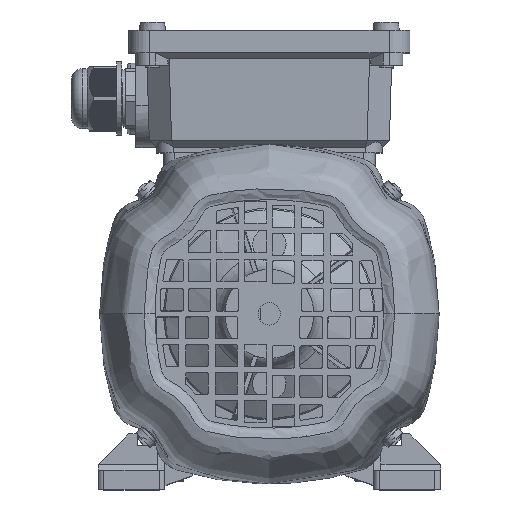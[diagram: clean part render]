
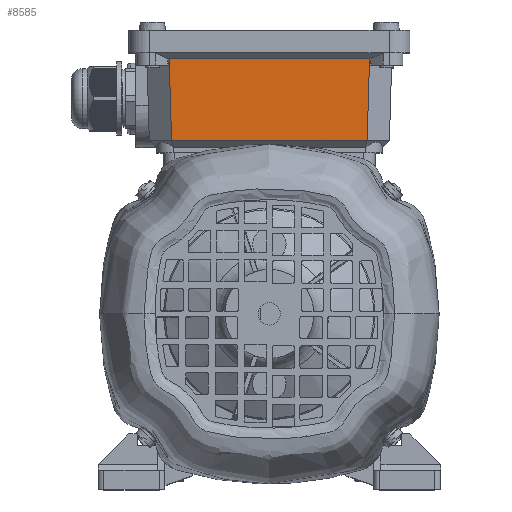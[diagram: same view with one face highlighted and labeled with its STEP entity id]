
A CAD part, top view. The second image highlights one B-rep face of the part: STEP entity #8585.
In plain terms, the highlighted planar face has unit normal (0, -0.029, 1).
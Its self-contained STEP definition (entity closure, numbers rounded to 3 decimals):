
#8585=ADVANCED_FACE('',(#13407),#11075,.F.);
#11075=PLANE('',#61449);
#13407=FACE_OUTER_BOUND('',#16832,.T.);
#16832=EDGE_LOOP('',(#26765,#26766,#26767,#26768));
#26765=ORIENTED_EDGE('',*,*,#45289,.F.);
#26766=ORIENTED_EDGE('',*,*,#45300,.T.);
#26767=ORIENTED_EDGE('',*,*,#45301,.T.);
#26768=ORIENTED_EDGE('',*,*,#45302,.T.);
#38364=VERTEX_POINT('',#94918);
#38365=VERTEX_POINT('',#94920);
#38369=VERTEX_POINT('',#94941);
#38370=VERTEX_POINT('',#94943);
#45289=EDGE_CURVE('',#38364,#38365,#51691,.T.);
#45300=EDGE_CURVE('',#38364,#38369,#51701,.T.);
#45301=EDGE_CURVE('',#38369,#38370,#51702,.T.);
#45302=EDGE_CURVE('',#38370,#38365,#51703,.T.);
#51691=LINE('',#94919,#56221);
#51701=LINE('',#94940,#56231);
#51702=LINE('',#94942,#56232);
#51703=LINE('',#94944,#56233);
#56221=VECTOR('',#71768,1.);
#56231=VECTOR('',#71792,1.);
#56232=VECTOR('',#71793,1.);
#56233=VECTOR('',#71794,1.);
#61449=AXIS2_PLACEMENT_3D('',#94945,#71795,#71796);
#71768=DIRECTION('',(1.,0.,0.));
#71792=DIRECTION('',(0.029,-0.999,-0.029));
#71793=DIRECTION('',(1.,0.,0.));
#71794=DIRECTION('',(0.029,0.999,0.029));
#71795=DIRECTION('',(0.,0.029,-1.));
#71796=DIRECTION('',(-1.,0.,0.));
#94918=CARTESIAN_POINT('',(-35.997,92.,93.));
#94919=CARTESIAN_POINT('',(0.,92.,93.));
#94920=CARTESIAN_POINT('',(35.997,92.,93.));
#94940=CARTESIAN_POINT('',(-35.965,90.943,92.969));
#94941=CARTESIAN_POINT('',(-35.129,62.5,92.132));
#94942=CARTESIAN_POINT('',(0.,62.5,92.132));
#94943=CARTESIAN_POINT('',(35.129,62.5,92.132));
#94944=CARTESIAN_POINT('',(35.965,90.943,92.969));
#94945=CARTESIAN_POINT('',(0.,92.,93.));
